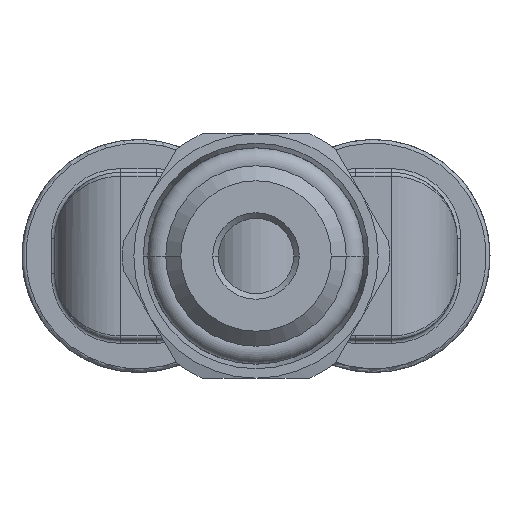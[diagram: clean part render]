
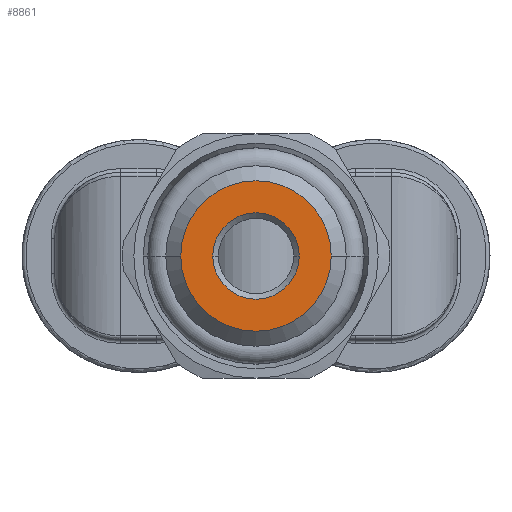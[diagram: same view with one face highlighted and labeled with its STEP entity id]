
A CAD part, front view. The second image highlights one B-rep face of the part: STEP entity #8861.
In plain terms, the highlighted planar face has unit normal (0, -1, 0).
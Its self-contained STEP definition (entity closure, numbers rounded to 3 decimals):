
#2609=CARTESIAN_POINT('',(0.,-10.5,0.));
#2610=DIRECTION('',(0.,1.,0.));
#2611=DIRECTION('',(-1.,0.,0.));
#2612=AXIS2_PLACEMENT_3D('',#2609,#2610,#2611);
#2614=CARTESIAN_POINT('',(0.,-10.5,0.));
#2615=DIRECTION('',(0.,1.,0.));
#2616=DIRECTION('',(1.,0.,0.));
#2617=AXIS2_PLACEMENT_3D('',#2614,#2615,#2616);
#2619=CARTESIAN_POINT('',(0.,-10.5,0.));
#2620=DIRECTION('',(0.,-1.,0.));
#2621=DIRECTION('',(1.,0.,0.));
#2622=AXIS2_PLACEMENT_3D('',#2619,#2620,#2621);
#2624=CARTESIAN_POINT('',(0.,-10.5,0.));
#2625=DIRECTION('',(0.,-1.,0.));
#2626=DIRECTION('',(-1.,0.,0.));
#2627=AXIS2_PLACEMENT_3D('',#2624,#2625,#2626);
#4268=CARTESIAN_POINT('',(-4.,-10.5,0.));
#4269=CARTESIAN_POINT('',(4.,-10.5,0.));
#4270=VERTEX_POINT('',#4268);
#4271=VERTEX_POINT('',#4269);
#4276=CARTESIAN_POINT('',(2.3,-10.5,0.));
#4277=VERTEX_POINT('',#4276);
#4278=CARTESIAN_POINT('',(-2.3,-10.5,0.));
#4279=VERTEX_POINT('',#4278);
#8845=CARTESIAN_POINT('',(0.,-10.5,0.));
#8846=DIRECTION('',(0.,1.,0.));
#8847=DIRECTION('',(0.,0.,1.));
#8848=AXIS2_PLACEMENT_3D('',#8845,#8846,#8847);
#8849=PLANE('',#8848);
#8851=ORIENTED_EDGE('',*,*,#8850,.T.);
#8852=ORIENTED_EDGE('',*,*,#8835,.T.);
#8853=EDGE_LOOP('',(#8851,#8852));
#8854=FACE_OUTER_BOUND('',#8853,.F.);
#8856=ORIENTED_EDGE('',*,*,#8855,.T.);
#8858=ORIENTED_EDGE('',*,*,#8857,.T.);
#8859=EDGE_LOOP('',(#8856,#8858));
#8860=FACE_BOUND('',#8859,.F.);
#8861=ADVANCED_FACE('',(#8854,#8860),#8849,.F.);
#2613=CIRCLE('',#2612,4.);
#2618=CIRCLE('',#2617,4.);
#2623=CIRCLE('',#2622,2.3);
#2628=CIRCLE('',#2627,2.3);
#8835=EDGE_CURVE('',#4271,#4270,#2618,.T.);
#8850=EDGE_CURVE('',#4270,#4271,#2613,.T.);
#8855=EDGE_CURVE('',#4277,#4279,#2623,.T.);
#8857=EDGE_CURVE('',#4279,#4277,#2628,.T.);
